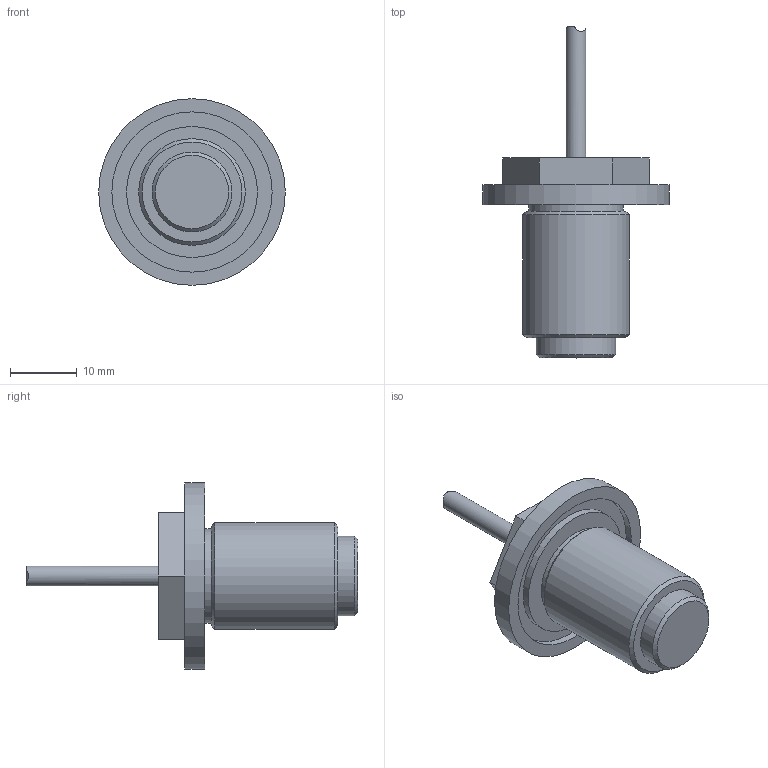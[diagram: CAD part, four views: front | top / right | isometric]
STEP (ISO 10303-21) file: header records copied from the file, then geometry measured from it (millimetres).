
FILE_DESCRIPTION(/* description */ (''),/* implementation_level */ '2;1');
FILE_NAME(/* name */ 'KX0104_Shrinkwrap_1.stp',/* time_stamp */ '2022-06-15T10:56:46+02:00',/* author */ ('Krieger Anja'),/* organization */ (''),/* preprocessor_version */ 'ST-DEVELOPER v18.1',/* originating_system */ 'Autodesk Inventor 2021',/* authorisation */ '');
FILE_SCHEMA (('AUTOMOTIVE_DESIGN { 1 0 10303 214 3 1 1 }'));
Length unit declared in the file: millimetre
Products named in the file (1): KX0104_Shrinkwrap_1
Bounding box: 28 x 49.8 x 28 mm (x, y, z)
Volume: 6322.5 mm3; surface area: 4396.5 mm2
Topology: 2 solids, 2 shells, 36 faces, 66 edges, 44 vertices
Faces by surface type: plane 19, cylinder 13, cone 4
Full cylindrical faces by diameter (mm): 3 x2, 7.5 x1, 8.1 x1, 12 x1, 14.16 x1, 16 x2, 19.65 x1, 24.05 x1, 28 x1
Entity records: 1053 total; most frequent: CARTESIAN_POINT 207, DIRECTION 164, ORIENTED_EDGE 132, EDGE_CURVE 66, AXIS2_PLACEMENT_3D 65, EDGE_LOOP 46, VERTEX_POINT 44, STYLED_ITEM 38
